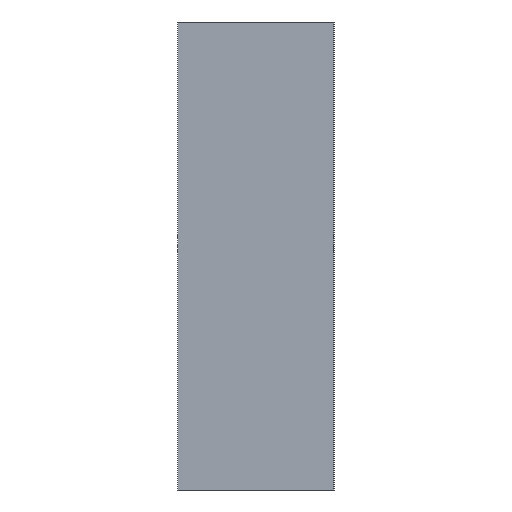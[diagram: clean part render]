
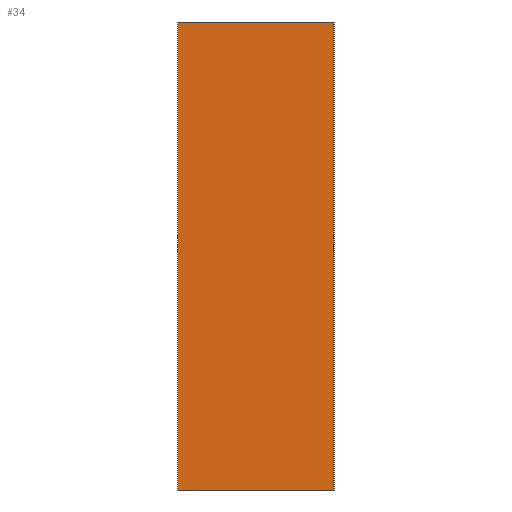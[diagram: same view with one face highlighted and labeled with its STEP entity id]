
A CAD part, left-side view. The second image highlights one B-rep face of the part: STEP entity #34.
In plain terms, the highlighted planar face has unit normal (-1, 0, 0).
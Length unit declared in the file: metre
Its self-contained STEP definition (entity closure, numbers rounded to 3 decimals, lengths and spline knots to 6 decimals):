
#34 = ADVANCED_FACE( '', ( #65 ), #66, .F. );
#65 = FACE_OUTER_BOUND( '', #90, .T. );
#66 = PLANE( '', #91 );
#90 = EDGE_LOOP( '', ( #119, #120, #121, #122 ) );
#91 = AXIS2_PLACEMENT_3D( '', #123, #124, #125 );
#119 = ORIENTED_EDGE( '', *, *, #160, .T. );
#120 = ORIENTED_EDGE( '', *, *, #151, .F. );
#121 = ORIENTED_EDGE( '', *, *, #156, .F. );
#122 = ORIENTED_EDGE( '', *, *, #161, .T. );
#123 = CARTESIAN_POINT( '', ( -0.075, 0., 0. ) );
#124 = DIRECTION( '', ( 1., 0., 0. ) );
#125 = DIRECTION( '', ( 0., 1., 0. ) );
#151 = EDGE_CURVE( '', #169, #170, #171, .T. );
#156 = EDGE_CURVE( '', #178, #169, #179, .T. );
#160 = EDGE_CURVE( '', #184, #170, #185, .T. );
#161 = EDGE_CURVE( '', #178, #184, #186, .T. );
#169 = VERTEX_POINT( '', #195 );
#170 = VERTEX_POINT( '', #196 );
#171 = LINE( '', #197, #198 );
#178 = VERTEX_POINT( '', #208 );
#179 = LINE( '', #209, #210 );
#184 = VERTEX_POINT( '', #217 );
#185 = LINE( '', #218, #219 );
#186 = LINE( '', #220, #221 );
#195 = CARTESIAN_POINT( '', ( -0.075, -0.0025, 0.0075 ) );
#196 = CARTESIAN_POINT( '', ( -0.075, -0.0025, -0.0075 ) );
#197 = CARTESIAN_POINT( '', ( -0.075, -0.0025, -0.005563 ) );
#198 = VECTOR( '', #232, 1. );
#208 = CARTESIAN_POINT( '', ( -0.075, 0.0025, 0.0075 ) );
#209 = CARTESIAN_POINT( '', ( -0.075, 0., 0.0075 ) );
#210 = VECTOR( '', #236, 1. );
#217 = CARTESIAN_POINT( '', ( -0.075, 0.0025, -0.0075 ) );
#218 = CARTESIAN_POINT( '', ( -0.075, 0., -0.0075 ) );
#219 = VECTOR( '', #239, 1. );
#220 = CARTESIAN_POINT( '', ( -0.075, 0.0025, -0.005563 ) );
#221 = VECTOR( '', #240, 1. );
#232 = DIRECTION( '', ( 0., 0., -1. ) );
#236 = DIRECTION( '', ( 0., -1., 0. ) );
#239 = DIRECTION( '', ( 0., -1., 0. ) );
#240 = DIRECTION( '', ( 0., 0., -1. ) );
